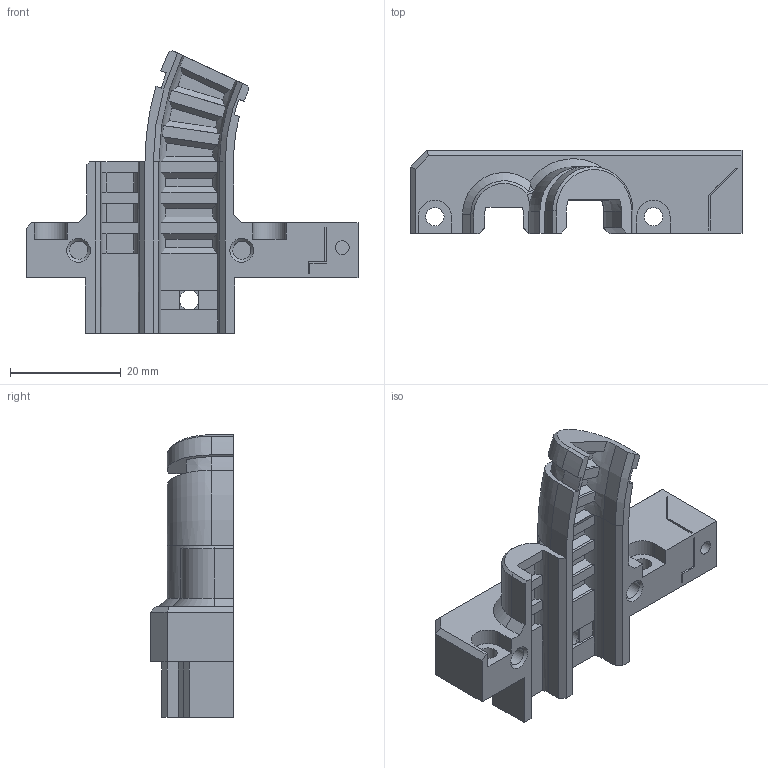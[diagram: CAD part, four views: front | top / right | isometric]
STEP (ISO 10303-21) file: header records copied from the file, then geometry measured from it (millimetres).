
FILE_DESCRIPTION(/* description */ (''),/* implementation_level */ '2;1');
FILE_NAME(/* name */ 'ext_cable_holder_a_R2.stp',/* time_stamp */ '2023-07-10T12:54:13+02:00',/* author */ ('Eliáš Knor'),/* organization */ (''),/* preprocessor_version */ 'ST-DEVELOPER v19',/* originating_system */ 'Autodesk Inventor 2023',/* authorisation */ '');
FILE_SCHEMA (('AUTOMOTIVE_DESIGN { 1 0 10303 214 3 1 1 }'));
Length unit declared in the file: millimetre
Products named in the file (1): ext_cable_holder_a_E3
Bounding box: 60 x 15 x 51.07 mm (x, y, z)
Volume: 12057.3 mm3; surface area: 7599 mm2
Topology: 1 solids, 1 shells, 283 faces, 812 edges, 532 vertices
Faces by surface type: plane 212, cylinder 33, bspline 25, cone 7, torus 6
Full cylindrical faces by diameter (mm): 2.5 x1, 3.3 x6, 3.5 x1, 4 x1
Entity records: 9892 total; most frequent: CARTESIAN_POINT 2493, ORIENTED_EDGE 1624, DIRECTION 1418, EDGE_CURVE 812, LINE 548, VECTOR 548, VERTEX_POINT 532, AXIS2_PLACEMENT_3D 435
